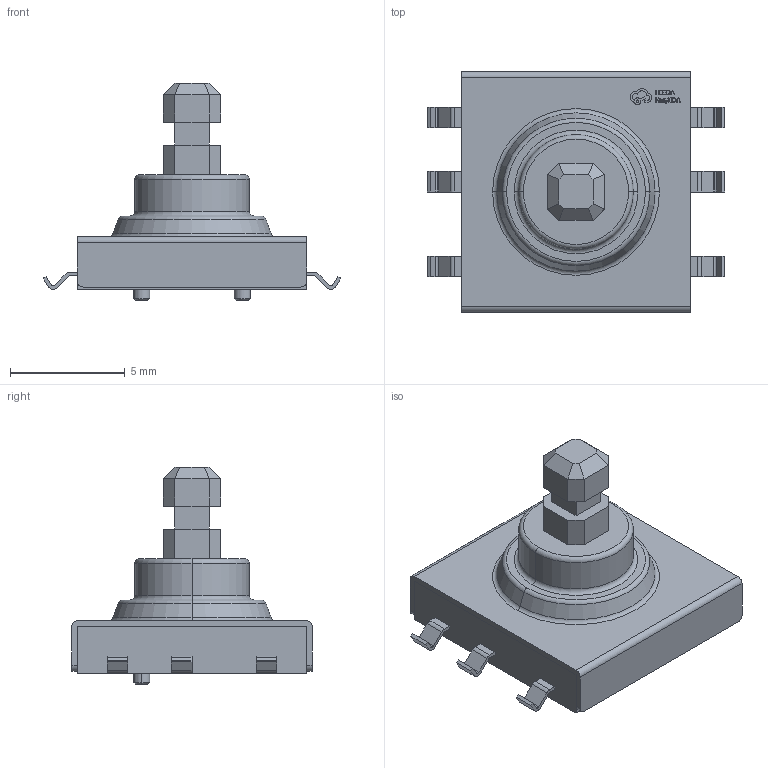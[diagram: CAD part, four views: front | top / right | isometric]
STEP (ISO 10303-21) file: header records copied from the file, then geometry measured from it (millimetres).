
FILE_DESCRIPTION (( 'STEP AP214' ), '1' );
FILE_NAME ('SW-SMD_6P-L10.5-W10.0_LY-A07-03B.STEP', '2023-12-31T06:11:13', ( 'User' ), ( 'China' ), 'SwSTEP 2.0', 'SolidWorks 2020', '' );
FILE_SCHEMA (( 'AUTOMOTIVE_DESIGN' ));
Length unit declared in the file: millimetre
Products named in the file (1): SW-SMD_6P-L10.5-W10.0_LY-A07-03B
Bounding box: 13 x 10.5 x 9.5 mm (x, y, z)
Volume: 328 mm3; surface area: 679.9 mm2
Topology: 2 solids, 2 shells, 387 faces, 1033 edges, 682 vertices
Faces by surface type: plane 231, bspline 98, cylinder 44, torus 8, cone 6
Entity records: 16791 total; most frequent: CARTESIAN_POINT 3409, ORIENTED_EDGE 2066, DIRECTION 1525, EDGE_CURVE 1033, LINE 721, VECTOR 721, VERTEX_POINT 682, EDGE_LOOP 419
